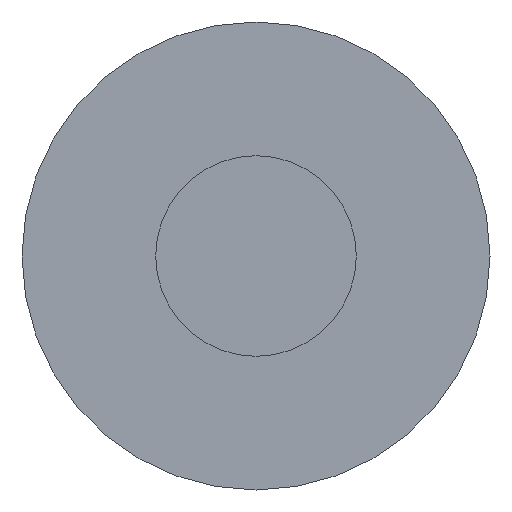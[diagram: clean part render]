
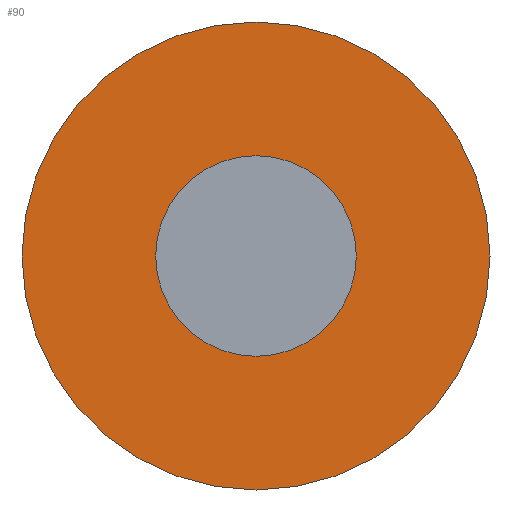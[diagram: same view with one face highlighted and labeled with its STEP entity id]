
A CAD part, front view. The second image highlights one B-rep face of the part: STEP entity #90.
In plain terms, the highlighted planar face has unit normal (0, -1, 0).
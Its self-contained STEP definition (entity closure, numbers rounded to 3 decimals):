
#16=FACE_BOUND('',#29,.T.);
#19=PLANE('',#123);
#23=FACE_OUTER_BOUND('',#28,.T.);
#28=EDGE_LOOP('',(#78,#79));
#29=EDGE_LOOP('',(#80,#81));
#37=CIRCLE('',#115,3.);
#38=CIRCLE('',#116,3.);
#39=CIRCLE('',#119,7.);
#40=CIRCLE('',#120,7.);
#46=VERTEX_POINT('',#164);
#47=VERTEX_POINT('',#166);
#48=VERTEX_POINT('',#171);
#49=VERTEX_POINT('',#172);
#56=EDGE_CURVE('',#47,#46,#37,.T.);
#57=EDGE_CURVE('',#46,#47,#38,.T.);
#58=EDGE_CURVE('',#48,#49,#39,.T.);
#59=EDGE_CURVE('',#49,#48,#40,.T.);
#78=ORIENTED_EDGE('',*,*,#58,.T.);
#79=ORIENTED_EDGE('',*,*,#59,.T.);
#80=ORIENTED_EDGE('',*,*,#56,.T.);
#81=ORIENTED_EDGE('',*,*,#57,.T.);
#90=ADVANCED_FACE('',(#23,#16),#19,.T.);
#115=AXIS2_PLACEMENT_3D('',#167,#135,#136);
#116=AXIS2_PLACEMENT_3D('',#168,#137,#138);
#119=AXIS2_PLACEMENT_3D('',#173,#143,#144);
#120=AXIS2_PLACEMENT_3D('',#174,#145,#146);
#123=AXIS2_PLACEMENT_3D('',#180,#152,#153);
#135=DIRECTION('center_axis',(0.,1.,0.));
#136=DIRECTION('ref_axis',(0.,0.,-1.));
#137=DIRECTION('center_axis',(0.,1.,0.));
#138=DIRECTION('ref_axis',(0.,0.,-1.));
#143=DIRECTION('center_axis',(0.,-1.,0.));
#144=DIRECTION('ref_axis',(1.,0.,0.));
#145=DIRECTION('center_axis',(0.,-1.,0.));
#146=DIRECTION('ref_axis',(1.,0.,0.));
#152=DIRECTION('center_axis',(0.,-1.,0.));
#153=DIRECTION('ref_axis',(0.,0.,-1.));
#164=CARTESIAN_POINT('',(0.,0.,3.));
#166=CARTESIAN_POINT('',(0.,0.,-3.));
#167=CARTESIAN_POINT('Origin',(0.,0.,0.));
#168=CARTESIAN_POINT('Origin',(0.,0.,0.));
#171=CARTESIAN_POINT('',(0.,0.,-7.));
#172=CARTESIAN_POINT('',(0.,0.,7.));
#173=CARTESIAN_POINT('Origin',(0.,0.,0.));
#174=CARTESIAN_POINT('Origin',(0.,0.,0.));
#180=CARTESIAN_POINT('Origin',(0.,0.,0.));
